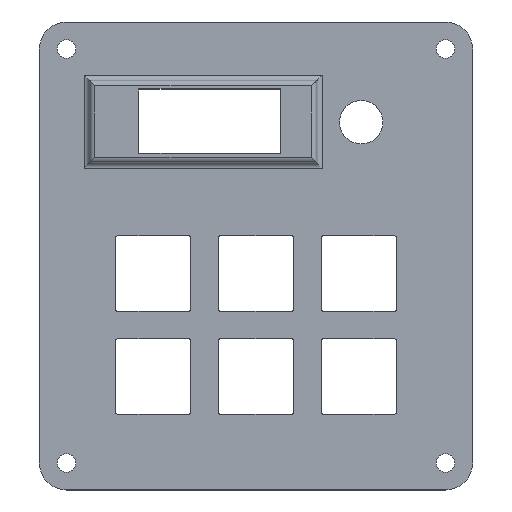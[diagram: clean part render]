
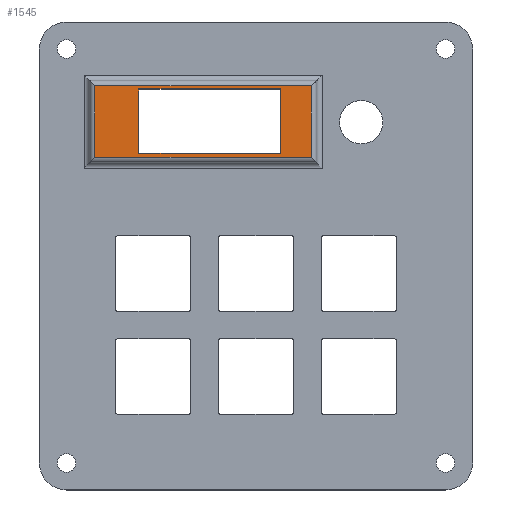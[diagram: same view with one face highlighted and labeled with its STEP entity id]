
A CAD part, top view. The second image highlights one B-rep face of the part: STEP entity #1545.
In plain terms, the highlighted planar face has unit normal (0, 0, 1).
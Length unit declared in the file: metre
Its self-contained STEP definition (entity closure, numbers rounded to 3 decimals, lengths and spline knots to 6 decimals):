
#523=ORIENTED_EDGE('',*,*,#769,.T.);
#524=ORIENTED_EDGE('',*,*,#770,.T.);
#525=ORIENTED_EDGE('',*,*,#771,.T.);
#526=ORIENTED_EDGE('',*,*,#772,.T.);
#527=ORIENTED_EDGE('',*,*,#760,.F.);
#528=ORIENTED_EDGE('',*,*,#763,.T.);
#529=ORIENTED_EDGE('',*,*,#765,.T.);
#530=ORIENTED_EDGE('',*,*,#766,.F.);
#760=EDGE_CURVE('',#919,#920,#1058,.T.);
#763=EDGE_CURVE('',#919,#921,#1061,.T.);
#765=EDGE_CURVE('',#921,#922,#1063,.T.);
#766=EDGE_CURVE('',#920,#922,#1064,.T.);
#769=EDGE_CURVE('',#923,#924,#1067,.T.);
#770=EDGE_CURVE('',#924,#925,#1068,.T.);
#771=EDGE_CURVE('',#925,#926,#1069,.F.);
#772=EDGE_CURVE('',#926,#923,#1070,.F.);
#919=VERTEX_POINT('',#2578);
#920=VERTEX_POINT('',#2580);
#921=VERTEX_POINT('',#2584);
#922=VERTEX_POINT('',#2588);
#923=VERTEX_POINT('',#2597);
#924=VERTEX_POINT('',#2598);
#925=VERTEX_POINT('',#2600);
#926=VERTEX_POINT('',#2602);
#1058=LINE('',#2579,#1202);
#1061=LINE('',#2585,#1205);
#1063=LINE('',#2589,#1207);
#1064=LINE('',#2591,#1208);
#1067=LINE('',#2596,#1211);
#1068=LINE('',#2599,#1212);
#1069=LINE('',#2601,#1213);
#1070=LINE('',#2603,#1214);
#1202=VECTOR('',#2120,1.);
#1205=VECTOR('',#2125,1.);
#1207=VECTOR('',#2129,1.);
#1208=VECTOR('',#2132,1.);
#1211=VECTOR('',#2139,1.);
#1212=VECTOR('',#2140,1.);
#1213=VECTOR('',#2141,1.);
#1214=VECTOR('',#2142,1.);
#1315=EDGE_LOOP('',(#523,#524,#525,#526));
#1316=EDGE_LOOP('',(#527,#528,#529,#530));
#1425=FACE_BOUND('',#1315,.T.);
#1426=FACE_BOUND('',#1316,.T.);
#1473=PLANE('',#1704);
#1545=ADVANCED_FACE('',(#1425,#1426),#1473,.T.);
#1704=AXIS2_PLACEMENT_3D('',#2595,#2137,#2138);
#2120=DIRECTION('',(0.,-1.,0.));
#2125=DIRECTION('',(1.,0.,0.));
#2129=DIRECTION('',(0.,-1.,0.));
#2132=DIRECTION('',(1.,0.,0.));
#2137=DIRECTION('',(0.,0.,1.));
#2138=DIRECTION('',(1.,0.,0.));
#2139=DIRECTION('',(0.,-1.,0.));
#2140=DIRECTION('',(1.,0.,0.));
#2141=DIRECTION('',(0.,-1.,0.));
#2142=DIRECTION('',(1.,0.,0.));
#2578=CARTESIAN_POINT('',(-0.021678,0.030899,0.004));
#2579=CARTESIAN_POINT('',(-0.021678,0.024951,0.004));
#2580=CARTESIAN_POINT('',(-0.021678,0.019003,0.004));
#2584=CARTESIAN_POINT('',(0.004597,0.030899,0.004));
#2585=CARTESIAN_POINT('',(-0.008541,0.030899,0.004));
#2588=CARTESIAN_POINT('',(0.004597,0.019003,0.004));
#2589=CARTESIAN_POINT('',(0.004597,0.024951,0.004));
#2591=CARTESIAN_POINT('',(-0.008541,0.019003,0.004));
#2595=CARTESIAN_POINT('',(0.,0.,0.004));
#2596=CARTESIAN_POINT('',(-0.029826,0.017251,0.004));
#2597=CARTESIAN_POINT('',(-0.029826,0.03149,0.004));
#2598=CARTESIAN_POINT('',(-0.029826,0.018251,0.004));
#2599=CARTESIAN_POINT('',(0.01124,0.018251,0.004));
#2600=CARTESIAN_POINT('',(0.01024,0.018251,0.004));
#2601=CARTESIAN_POINT('',(0.01024,0.,0.004));
#2602=CARTESIAN_POINT('',(0.01024,0.03149,0.004));
#2603=CARTESIAN_POINT('',(0.,0.03149,0.004));
